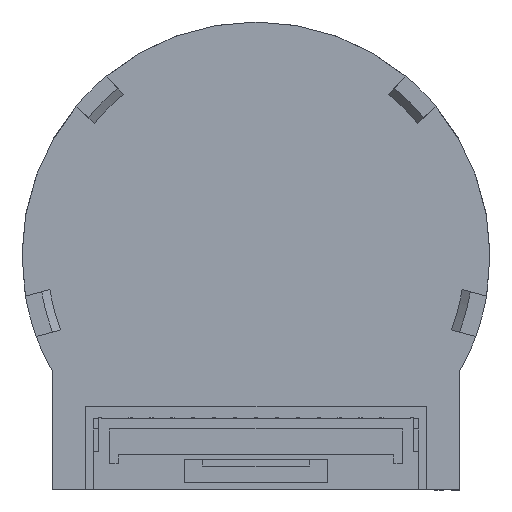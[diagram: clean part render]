
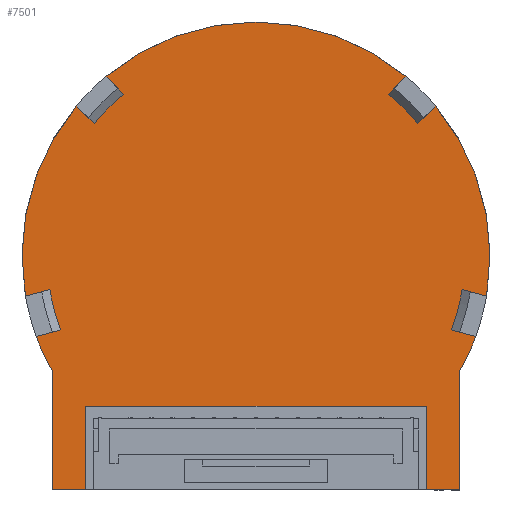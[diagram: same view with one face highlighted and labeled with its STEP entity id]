
A CAD part, left-side view. The second image highlights one B-rep face of the part: STEP entity #7501.
In plain terms, the highlighted planar face has unit normal (-1, 0, 0).
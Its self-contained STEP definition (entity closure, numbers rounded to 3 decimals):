
#7178=CARTESIAN_POINT('',(-1.5,-13.792,-2.402));
#7179=VERTEX_POINT('',#7178);
#7186=CARTESIAN_POINT('',(-1.5,-12.337,-2.012));
#7187=VERTEX_POINT('',#7186);
#7188=CARTESIAN_POINT('',(-1.5,-12.337,-2.012));
#7189=DIRECTION('',(0.,-0.966,-0.259));
#7190=VECTOR('',#7189,1.507);
#7191=LINE('',#7188,#7190);
#7192=EDGE_CURVE('',#7187,#7179,#7191,.T.);
#7224=CARTESIAN_POINT('',(-1.5,-11.69,-4.426));
#7225=VERTEX_POINT('',#7224);
#7226=CARTESIAN_POINT('',(-1.5,0.,0.));
#7227=DIRECTION('',(-1.0,0.,0.));
#7228=DIRECTION('',(0.,0.987,0.161));
#7229=AXIS2_PLACEMENT_3D('',#7226,#7227,#7228);
#7230=CIRCLE('',#7229,12.5);
#7231=EDGE_CURVE('',#7225,#7187,#7230,.T.);
#7300=CARTESIAN_POINT('',(-1.5,-13.145,-4.816));
#7301=VERTEX_POINT('',#7300);
#7302=CARTESIAN_POINT('',(-1.5,-13.145,-4.816));
#7303=DIRECTION('',(0.,0.966,0.259));
#7304=VECTOR('',#7303,1.507);
#7305=LINE('',#7302,#7304);
#7306=EDGE_CURVE('',#7301,#7225,#7305,.T.);
#7317=CARTESIAN_POINT('',(-1.5,0.,-2.842));
#7318=DIRECTION('',(1.0,0.0,0.0));
#7319=DIRECTION('',(0.0,0.0,-1.0));
#7320=AXIS2_PLACEMENT_3D('',#7317,#7318,#7319);
#7321=PLANE('',#7320);
#7322=ORIENTED_EDGE('',*,*,#7306,.T.);
#7323=ORIENTED_EDGE('',*,*,#7231,.T.);
#7324=ORIENTED_EDGE('',*,*,#7192,.T.);
#7325=CARTESIAN_POINT('',(-1.5,-10.744,8.976));
#7326=VERTEX_POINT('',#7325);
#7327=CARTESIAN_POINT('',(-1.5,0.,0.));
#7328=DIRECTION('',(-1.0,0.,0.));
#7329=DIRECTION('',(0.,-0.871,0.491));
#7330=AXIS2_PLACEMENT_3D('',#7327,#7328,#7329);
#7331=CIRCLE('',#7330,14.);
#7332=EDGE_CURVE('',#7179,#7326,#7331,.T.);
#7333=ORIENTED_EDGE('',*,*,#7332,.T.);
#7334=CARTESIAN_POINT('',(-1.5,-9.678,7.911));
#7335=VERTEX_POINT('',#7334);
#7336=CARTESIAN_POINT('',(-1.5,-10.744,8.976));
#7337=DIRECTION('',(0.,0.707,-0.707));
#7338=VECTOR('',#7337,1.507);
#7339=LINE('',#7336,#7338);
#7340=EDGE_CURVE('',#7326,#7335,#7339,.T.);
#7341=ORIENTED_EDGE('',*,*,#7340,.T.);
#7342=CARTESIAN_POINT('',(-1.5,-7.911,9.678));
#7343=VERTEX_POINT('',#7342);
#7344=CARTESIAN_POINT('',(-1.5,0.,0.));
#7345=DIRECTION('',(-1.0,0.,0.));
#7346=DIRECTION('',(0.,0.633,-0.774));
#7347=AXIS2_PLACEMENT_3D('',#7344,#7345,#7346);
#7348=CIRCLE('',#7347,12.5);
#7349=EDGE_CURVE('',#7335,#7343,#7348,.T.);
#7350=ORIENTED_EDGE('',*,*,#7349,.T.);
#7351=CARTESIAN_POINT('',(-1.5,-8.976,10.744));
#7352=VERTEX_POINT('',#7351);
#7353=CARTESIAN_POINT('',(-1.5,-7.911,9.678));
#7354=DIRECTION('',(0.,-0.707,0.707));
#7355=VECTOR('',#7354,1.507);
#7356=LINE('',#7353,#7355);
#7357=EDGE_CURVE('',#7343,#7352,#7356,.T.);
#7358=ORIENTED_EDGE('',*,*,#7357,.T.);
#7359=CARTESIAN_POINT('',(-1.5,8.976,10.744));
#7360=VERTEX_POINT('',#7359);
#7361=CARTESIAN_POINT('',(-1.5,0.,0.));
#7362=DIRECTION('',(-1.0,0.,0.));
#7363=DIRECTION('',(0.,-0.871,0.491));
#7364=AXIS2_PLACEMENT_3D('',#7361,#7362,#7363);
#7365=CIRCLE('',#7364,14.);
#7366=EDGE_CURVE('',#7352,#7360,#7365,.T.);
#7367=ORIENTED_EDGE('',*,*,#7366,.T.);
#7368=CARTESIAN_POINT('',(-1.5,7.911,9.678));
#7369=VERTEX_POINT('',#7368);
#7370=CARTESIAN_POINT('',(-1.5,8.976,10.744));
#7371=DIRECTION('',(0.,-0.707,-0.707));
#7372=VECTOR('',#7371,1.507);
#7373=LINE('',#7370,#7372);
#7374=EDGE_CURVE('',#7360,#7369,#7373,.T.);
#7375=ORIENTED_EDGE('',*,*,#7374,.T.);
#7376=CARTESIAN_POINT('',(-1.5,9.678,7.911));
#7377=VERTEX_POINT('',#7376);
#7378=CARTESIAN_POINT('',(-1.5,0.,0.));
#7379=DIRECTION('',(-1.0,0.,0.));
#7380=DIRECTION('',(0.,-0.633,-0.774));
#7381=AXIS2_PLACEMENT_3D('',#7378,#7379,#7380);
#7382=CIRCLE('',#7381,12.5);
#7383=EDGE_CURVE('',#7369,#7377,#7382,.T.);
#7384=ORIENTED_EDGE('',*,*,#7383,.T.);
#7385=CARTESIAN_POINT('',(-1.5,10.744,8.976));
#7386=VERTEX_POINT('',#7385);
#7387=CARTESIAN_POINT('',(-1.5,9.678,7.911));
#7388=DIRECTION('',(0.,0.707,0.707));
#7389=VECTOR('',#7388,1.507);
#7390=LINE('',#7387,#7389);
#7391=EDGE_CURVE('',#7377,#7386,#7390,.T.);
#7392=ORIENTED_EDGE('',*,*,#7391,.T.);
#7393=CARTESIAN_POINT('',(-1.5,13.792,-2.402));
#7394=VERTEX_POINT('',#7393);
#7395=CARTESIAN_POINT('',(-1.5,0.,0.));
#7396=DIRECTION('',(-1.0,0.,0.));
#7397=DIRECTION('',(0.,-0.871,0.491));
#7398=AXIS2_PLACEMENT_3D('',#7395,#7396,#7397);
#7399=CIRCLE('',#7398,14.);
#7400=EDGE_CURVE('',#7386,#7394,#7399,.T.);
#7401=ORIENTED_EDGE('',*,*,#7400,.T.);
#7402=CARTESIAN_POINT('',(-1.5,12.337,-2.012));
#7403=VERTEX_POINT('',#7402);
#7404=CARTESIAN_POINT('',(-1.5,13.792,-2.402));
#7405=DIRECTION('',(0.,-0.966,0.259));
#7406=VECTOR('',#7405,1.507);
#7407=LINE('',#7404,#7406);
#7408=EDGE_CURVE('',#7394,#7403,#7407,.T.);
#7409=ORIENTED_EDGE('',*,*,#7408,.T.);
#7410=CARTESIAN_POINT('',(-1.5,11.69,-4.426));
#7411=VERTEX_POINT('',#7410);
#7412=CARTESIAN_POINT('',(-1.5,0.,0.));
#7413=DIRECTION('',(-1.0,0.,0.));
#7414=DIRECTION('',(0.,-0.987,0.161));
#7415=AXIS2_PLACEMENT_3D('',#7412,#7413,#7414);
#7416=CIRCLE('',#7415,12.5);
#7417=EDGE_CURVE('',#7403,#7411,#7416,.T.);
#7418=ORIENTED_EDGE('',*,*,#7417,.T.);
#7419=CARTESIAN_POINT('',(-1.5,13.145,-4.816));
#7420=VERTEX_POINT('',#7419);
#7421=CARTESIAN_POINT('',(-1.5,11.69,-4.426));
#7422=DIRECTION('',(0.,0.966,-0.259));
#7423=VECTOR('',#7422,1.507);
#7424=LINE('',#7421,#7423);
#7425=EDGE_CURVE('',#7411,#7420,#7424,.T.);
#7426=ORIENTED_EDGE('',*,*,#7425,.T.);
#7427=CARTESIAN_POINT('',(-1.5,12.2,-6.867));
#7428=VERTEX_POINT('',#7427);
#7429=CARTESIAN_POINT('',(-1.5,0.,0.));
#7430=DIRECTION('',(-1.0,0.,0.));
#7431=DIRECTION('',(0.,-0.871,0.491));
#7432=AXIS2_PLACEMENT_3D('',#7429,#7430,#7431);
#7433=CIRCLE('',#7432,14.);
#7434=EDGE_CURVE('',#7420,#7428,#7433,.T.);
#7435=ORIENTED_EDGE('',*,*,#7434,.T.);
#7436=CARTESIAN_POINT('',(-1.5,12.2,-14.));
#7437=VERTEX_POINT('',#7436);
#7438=CARTESIAN_POINT('',(-1.5,12.2,-6.867));
#7439=DIRECTION('',(0.0,0.0,-1.0));
#7440=VECTOR('',#7439,7.133);
#7441=LINE('',#7438,#7440);
#7442=EDGE_CURVE('',#7428,#7437,#7441,.T.);
#7443=ORIENTED_EDGE('',*,*,#7442,.T.);
#7444=CARTESIAN_POINT('',(-1.5,10.2,-14.));
#7445=VERTEX_POINT('',#7444);
#7446=CARTESIAN_POINT('',(-1.5,12.2,-14.));
#7447=DIRECTION('',(0.0,-1.0,0.0));
#7448=VECTOR('',#7447,2.);
#7449=LINE('',#7446,#7448);
#7450=EDGE_CURVE('',#7437,#7445,#7449,.T.);
#7451=ORIENTED_EDGE('',*,*,#7450,.T.);
#7452=CARTESIAN_POINT('',(-1.5,10.2,-9.));
#7453=VERTEX_POINT('',#7452);
#7454=CARTESIAN_POINT('',(-1.5,10.2,-14.));
#7455=DIRECTION('',(0.0,0.0,1.0));
#7456=VECTOR('',#7455,5.);
#7457=LINE('',#7454,#7456);
#7458=EDGE_CURVE('',#7445,#7453,#7457,.T.);
#7459=ORIENTED_EDGE('',*,*,#7458,.T.);
#7460=CARTESIAN_POINT('',(-1.5,-10.2,-9.));
#7461=VERTEX_POINT('',#7460);
#7462=CARTESIAN_POINT('',(-1.5,10.2,-9.));
#7463=DIRECTION('',(0.0,-1.0,0.0));
#7464=VECTOR('',#7463,20.4);
#7465=LINE('',#7462,#7464);
#7466=EDGE_CURVE('',#7453,#7461,#7465,.T.);
#7467=ORIENTED_EDGE('',*,*,#7466,.T.);
#7468=CARTESIAN_POINT('',(-1.5,-10.2,-14.));
#7469=VERTEX_POINT('',#7468);
#7470=CARTESIAN_POINT('',(-1.5,-10.2,-9.));
#7471=DIRECTION('',(0.0,0.0,-1.0));
#7472=VECTOR('',#7471,5.);
#7473=LINE('',#7470,#7472);
#7474=EDGE_CURVE('',#7461,#7469,#7473,.T.);
#7475=ORIENTED_EDGE('',*,*,#7474,.T.);
#7476=CARTESIAN_POINT('',(-1.5,-12.2,-14.));
#7477=VERTEX_POINT('',#7476);
#7478=CARTESIAN_POINT('',(-1.5,-10.2,-14.));
#7479=DIRECTION('',(0.0,-1.0,0.0));
#7480=VECTOR('',#7479,2.);
#7481=LINE('',#7478,#7480);
#7482=EDGE_CURVE('',#7469,#7477,#7481,.T.);
#7483=ORIENTED_EDGE('',*,*,#7482,.T.);
#7484=CARTESIAN_POINT('',(-1.5,-12.2,-6.867));
#7485=VERTEX_POINT('',#7484);
#7486=CARTESIAN_POINT('',(-1.5,-12.2,-14.));
#7487=DIRECTION('',(0.0,0.0,1.0));
#7488=VECTOR('',#7487,7.133);
#7489=LINE('',#7486,#7488);
#7490=EDGE_CURVE('',#7477,#7485,#7489,.T.);
#7491=ORIENTED_EDGE('',*,*,#7490,.T.);
#7492=CARTESIAN_POINT('',(-1.5,0.,0.));
#7493=DIRECTION('',(-1.0,0.,0.));
#7494=DIRECTION('',(0.,-0.871,0.491));
#7495=AXIS2_PLACEMENT_3D('',#7492,#7493,#7494);
#7496=CIRCLE('',#7495,14.);
#7497=EDGE_CURVE('',#7485,#7301,#7496,.T.);
#7498=ORIENTED_EDGE('',*,*,#7497,.T.);
#7499=EDGE_LOOP('',(#7322,#7323,#7324,#7333,#7341,#7350,#7358,#7367,#7375,#7384,#7392,#7401,#7409,#7418,#7426,#7435,#7443,#7451,#7459,#7467,#7475,#7483,#7491,#7498));
#7500=FACE_OUTER_BOUND('',#7499,.T.);
#7501=ADVANCED_FACE('',(#7500),#7321,.F.);
